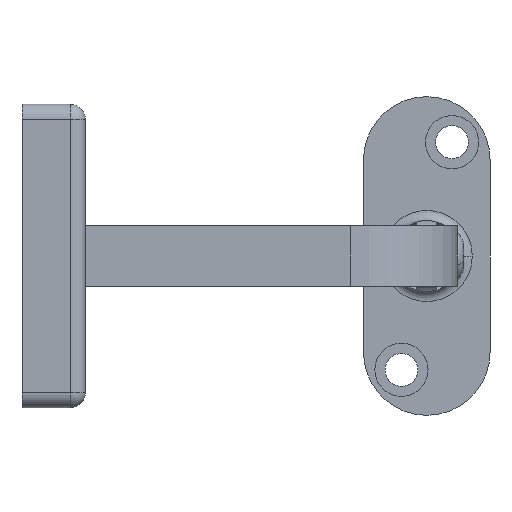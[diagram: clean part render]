
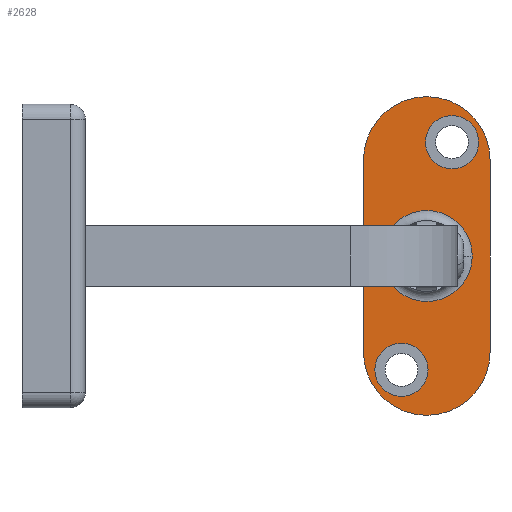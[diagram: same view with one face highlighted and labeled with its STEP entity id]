
A CAD part, front view. The second image highlights one B-rep face of the part: STEP entity #2628.
In plain terms, the highlighted face is planar.
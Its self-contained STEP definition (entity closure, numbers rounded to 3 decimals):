
#44 = EDGE_CURVE ( 'NONE', #2028, #750, #6851, .T. ) ;
#143 = DIRECTION ( 'NONE',  ( 0., 0., -1. ) ) ;
#306 = DIRECTION ( 'NONE',  ( 1., 0., 0. ) ) ;
#405 = DIRECTION ( 'NONE',  ( 0., 0., 1. ) ) ;
#427 = DIRECTION ( 'NONE',  ( -1., 0., 0. ) ) ;
#491 = PLANE ( 'NONE',  #5294 ) ;
#609 = ORIENTED_EDGE ( 'NONE', *, *, #6893, .F. ) ;
#619 = CARTESIAN_POINT ( 'NONE',  ( 12.5, -19., 0. ) ) ;
#672 = ORIENTED_EDGE ( 'NONE', *, *, #44, .F. ) ;
#750 = VERTEX_POINT ( 'NONE', #6651 ) ;
#758 = CARTESIAN_POINT ( 'NONE',  ( -9., 0., 0. ) ) ;
#765 = ORIENTED_EDGE ( 'NONE', *, *, #6613, .T. ) ;
#790 = CIRCLE ( 'NONE', #2310, 9. ) ;
#950 = CARTESIAN_POINT ( 'NONE',  ( 0., 0., 0. ) ) ;
#993 = DIRECTION ( 'NONE',  ( 0., 0., 1. ) ) ;
#1118 = EDGE_CURVE ( 'NONE', #2030, #2028, #5329, .T. ) ;
#1136 = FACE_BOUND ( 'NONE', #4251, .T. ) ;
#1223 = DIRECTION ( 'NONE',  ( -1., 0., 0. ) ) ;
#1273 = CARTESIAN_POINT ( 'NONE',  ( 0., -19., 0. ) ) ;
#1368 = CARTESIAN_POINT ( 'NONE',  ( -12.5, -19., 0. ) ) ;
#1371 = CIRCLE ( 'NONE', #6710, 5.25 ) ;
#1510 = AXIS2_PLACEMENT_3D ( 'NONE', #5274, #993, #306 ) ;
#1623 = ORIENTED_EDGE ( 'NONE', *, *, #1118, .F. ) ;
#1630 = DIRECTION ( 'NONE',  ( 0., -1., 0. ) ) ;
#1679 = VECTOR ( 'NONE', #1630, 1000. ) ;
#1683 = ORIENTED_EDGE ( 'NONE', *, *, #1870, .F. ) ;
#1685 = DIRECTION ( 'NONE',  ( 0., 0., 1. ) ) ;
#1779 = AXIS2_PLACEMENT_3D ( 'NONE', #5948, #2543, #427 ) ;
#1788 = DIRECTION ( 'NONE',  ( 1., 0., 0. ) ) ;
#1870 = EDGE_CURVE ( 'NONE', #6140, #5791, #2947, .T. ) ;
#1908 = DIRECTION ( 'NONE',  ( 1., 0., 0. ) ) ;
#1943 = VECTOR ( 'NONE', #3713, 1000. ) ;
#2028 = VERTEX_POINT ( 'NONE', #5588 ) ;
#2030 = VERTEX_POINT ( 'NONE', #619 ) ;
#2174 = VERTEX_POINT ( 'NONE', #5316 ) ;
#2310 = AXIS2_PLACEMENT_3D ( 'NONE', #2458, #4664, #1908 ) ;
#2395 = CIRCLE ( 'NONE', #6439, 5.25 ) ;
#2403 = CARTESIAN_POINT ( 'NONE',  ( -5., 22.5, 0. ) ) ;
#2458 = CARTESIAN_POINT ( 'NONE',  ( 0., 0., 0. ) ) ;
#2543 = DIRECTION ( 'NONE',  ( 0., 0., -1. ) ) ;
#2573 = CARTESIAN_POINT ( 'NONE',  ( -0.25, -22.5, 0. ) ) ;
#2628 = ADVANCED_FACE ( 'NONE', ( #4346, #2788, #1136, #4455 ), #491, .F. ) ;
#2713 = DIRECTION ( 'NONE',  ( 1., 0., 0. ) ) ;
#2724 = CARTESIAN_POINT ( 'NONE',  ( 5., -22.5, 0. ) ) ;
#2788 = FACE_BOUND ( 'NONE', #6577, .T. ) ;
#2830 = CARTESIAN_POINT ( 'NONE',  ( -10.25, 22.5, 0. ) ) ;
#2947 = CIRCLE ( 'NONE', #1779, 5.25 ) ;
#3010 = EDGE_CURVE ( 'NONE', #7025, #2174, #3885, .T. ) ;
#3044 = CIRCLE ( 'NONE', #4548, 5.25 ) ;
#3190 = DIRECTION ( 'NONE',  ( 0., 0., -1. ) ) ;
#3248 = ORIENTED_EDGE ( 'NONE', *, *, #3287, .F. ) ;
#3287 = EDGE_CURVE ( 'NONE', #5470, #6962, #3044, .T. ) ;
#3638 = AXIS2_PLACEMENT_3D ( 'NONE', #950, #405, #6321 ) ;
#3713 = DIRECTION ( 'NONE',  ( 0., 1., 0. ) ) ;
#3885 = CIRCLE ( 'NONE', #3638, 9. ) ;
#3958 = CARTESIAN_POINT ( 'NONE',  ( -5., 22.5, 0. ) ) ;
#3988 = EDGE_CURVE ( 'NONE', #5791, #6140, #2395, .T. ) ;
#4036 = DIRECTION ( 'NONE',  ( -1., 0., 0. ) ) ;
#4060 = ORIENTED_EDGE ( 'NONE', *, *, #3010, .T. ) ;
#4081 = CARTESIAN_POINT ( 'NONE',  ( 0.25, 22.5, 0. ) ) ;
#4251 = EDGE_LOOP ( 'NONE', ( #765, #4060 ) ) ;
#4346 = FACE_BOUND ( 'NONE', #5489, .T. ) ;
#4348 = CARTESIAN_POINT ( 'NONE',  ( 10.25, -22.5, 0. ) ) ;
#4368 = CARTESIAN_POINT ( 'NONE',  ( -12.5, -19., 0. ) ) ;
#4403 = LINE ( 'NONE', #4368, #1679 ) ;
#4455 = FACE_OUTER_BOUND ( 'NONE', #6862, .T. ) ;
#4457 = ORIENTED_EDGE ( 'NONE', *, *, #5093, .F. ) ;
#4548 = AXIS2_PLACEMENT_3D ( 'NONE', #2403, #143, #4036 ) ;
#4664 = DIRECTION ( 'NONE',  ( 0., 0., 1. ) ) ;
#4774 = VERTEX_POINT ( 'NONE', #1368 ) ;
#4879 = EDGE_CURVE ( 'NONE', #750, #4774, #4403, .T. ) ;
#5093 = EDGE_CURVE ( 'NONE', #6962, #5470, #1371, .T. ) ;
#5225 = CARTESIAN_POINT ( 'NONE',  ( 12.5, -19., 0. ) ) ;
#5274 = CARTESIAN_POINT ( 'NONE',  ( 0., 19., 0. ) ) ;
#5294 = AXIS2_PLACEMENT_3D ( 'NONE', #6552, #1685, #2713 ) ;
#5311 = ORIENTED_EDGE ( 'NONE', *, *, #3988, .F. ) ;
#5316 = CARTESIAN_POINT ( 'NONE',  ( 9., 0., 0. ) ) ;
#5329 = LINE ( 'NONE', #5225, #1943 ) ;
#5344 = AXIS2_PLACEMENT_3D ( 'NONE', #1273, #6654, #1788 ) ;
#5470 = VERTEX_POINT ( 'NONE', #2830 ) ;
#5489 = EDGE_LOOP ( 'NONE', ( #3248, #4457 ) ) ;
#5588 = CARTESIAN_POINT ( 'NONE',  ( 12.5, 19., 0. ) ) ;
#5791 = VERTEX_POINT ( 'NONE', #4348 ) ;
#5893 = ORIENTED_EDGE ( 'NONE', *, *, #4879, .F. ) ;
#5948 = CARTESIAN_POINT ( 'NONE',  ( 5., -22.5, 0. ) ) ;
#6140 = VERTEX_POINT ( 'NONE', #2573 ) ;
#6165 = DIRECTION ( 'NONE',  ( 0., 0., -1. ) ) ;
#6321 = DIRECTION ( 'NONE',  ( 1., 0., 0. ) ) ;
#6439 = AXIS2_PLACEMENT_3D ( 'NONE', #2724, #3190, #6993 ) ;
#6552 = CARTESIAN_POINT ( 'NONE',  ( 0., -19., 0. ) ) ;
#6577 = EDGE_LOOP ( 'NONE', ( #1683, #5311 ) ) ;
#6613 = EDGE_CURVE ( 'NONE', #2174, #7025, #790, .T. ) ;
#6651 = CARTESIAN_POINT ( 'NONE',  ( -12.5, 19., 0. ) ) ;
#6654 = DIRECTION ( 'NONE',  ( 0., 0., 1. ) ) ;
#6710 = AXIS2_PLACEMENT_3D ( 'NONE', #3958, #6165, #1223 ) ;
#6851 = CIRCLE ( 'NONE', #1510, 12.5 ) ;
#6862 = EDGE_LOOP ( 'NONE', ( #609, #5893, #672, #1623 ) ) ;
#6893 = EDGE_CURVE ( 'NONE', #4774, #2030, #6969, .T. ) ;
#6962 = VERTEX_POINT ( 'NONE', #4081 ) ;
#6969 = CIRCLE ( 'NONE', #5344, 12.5 ) ;
#6993 = DIRECTION ( 'NONE',  ( -1., 0., 0. ) ) ;
#7025 = VERTEX_POINT ( 'NONE', #758 ) ;
